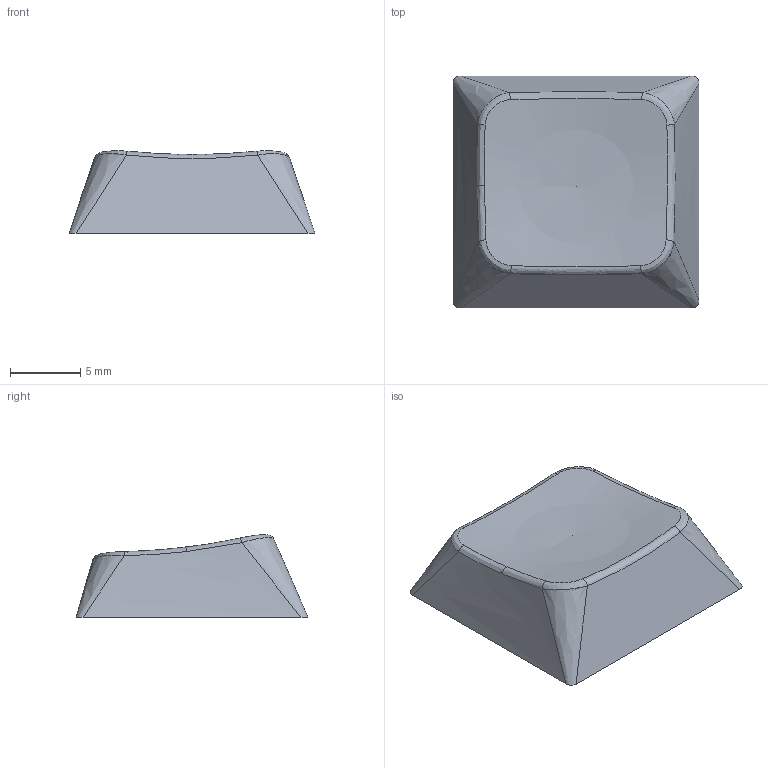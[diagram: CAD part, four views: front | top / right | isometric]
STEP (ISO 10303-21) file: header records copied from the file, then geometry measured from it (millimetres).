
FILE_DESCRIPTION(('Open CASCADE Model'),'2;1');
FILE_NAME('Open CASCADE Shape Model','2023-02-14T00:36:09',('Author'),( 'Open CASCADE'),'Open CASCADE STEP processor 7.5','Open CASCADE 7.5' ,'Unknown');
FILE_SCHEMA(('AUTOMOTIVE_DESIGN { 1 0 10303 214 1 1 1 1 }'));
Length unit declared in the file: millimetre
Products named in the file (1): Open CASCADE STEP translator 7.5 1
Bounding box: 17.5 x 16.5 x 5.87 mm (x, y, z)
Volume: 608.8 mm3; surface area: 1017.1 mm2
Topology: 1 solids, 1 shells, 47 faces, 121 edges, 77 vertices
Faces by surface type: bspline 25, plane 16, cylinder 5, sphere 1
Full cylindrical faces by diameter (mm): 5.54 x1
Entity records: 5750 total; most frequent: CARTESIAN_POINT 3610, DIRECTION 314, ORIENTED_EDGE 238, PCURVE 238, DEFINITIONAL_REPRESENTATION 238, LINE 200, VECTOR 200, EDGE_CURVE 119
